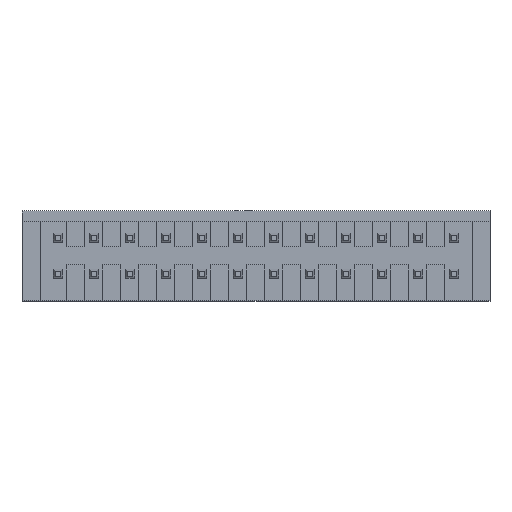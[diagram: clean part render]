
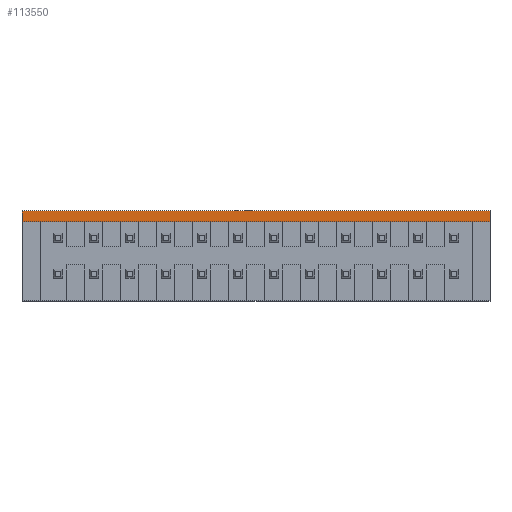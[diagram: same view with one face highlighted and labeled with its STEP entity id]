
A CAD part, top view. The second image highlights one B-rep face of the part: STEP entity #113550.
In plain terms, the highlighted planar face has unit normal (0, 0, 1).
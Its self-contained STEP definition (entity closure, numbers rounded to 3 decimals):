
#34100=CARTESIAN_POINT('',(-0.222,2.655,5.6));
#34110=VERTEX_POINT('',#34100);
#34510=CARTESIAN_POINT('',(25.778,2.655,5.6));
#34520=VERTEX_POINT('',#34510);
#34550=CARTESIAN_POINT('',(3.556,2.655,5.6));
#34560=DIRECTION('',(1.,0.,0.));
#34570=VECTOR('',#34560,1.);
#34580=LINE('',#34550,#34570);
#34590=EDGE_CURVE('',#34110,#34520,#34580,.T.);
#58190=CARTESIAN_POINT('',(25.778,2.055,5.6));
#58200=VERTEX_POINT('',#58190);
#58230=CARTESIAN_POINT('',(25.778,0.,5.6));
#58240=DIRECTION('',(0.,1.,0.));
#58250=VECTOR('',#58240,1.);
#58260=LINE('',#58230,#58250);
#58270=EDGE_CURVE('',#58200,#34520,#58260,.T.);
#113320=CARTESIAN_POINT('',(6.778,2.655,5.6));
#113330=DIRECTION('',(0.,0.,1.));
#113340=DIRECTION('',(0.,-1.,0.));
#113350=AXIS2_PLACEMENT_3D('',#113320,#113330,#113340);
#113360=PLANE('',#113350);
#113370=CARTESIAN_POINT('',(-0.222,0.,5.6));
#113380=DIRECTION('',(0.,1.,0.));
#113390=VECTOR('',#113380,1.);
#113400=LINE('',#113370,#113390);
#113410=CARTESIAN_POINT('',(-0.222,2.055,5.6));
#113420=VERTEX_POINT('',#113410);
#113430=EDGE_CURVE('',#113420,#34110,#113400,.T.);
#113440=ORIENTED_EDGE('',*,*,#113430,.F.);
#113450=ORIENTED_EDGE('',*,*,#34590,.F.);
#113460=ORIENTED_EDGE('',*,*,#58270,.T.);
#113470=CARTESIAN_POINT('',(6.778,2.055,5.6));
#113480=DIRECTION('',(-1.,0.,0.));
#113490=VECTOR('',#113480,1.);
#113500=LINE('',#113470,#113490);
#113510=EDGE_CURVE('',#58200,#113420,#113500,.T.);
#113520=ORIENTED_EDGE('',*,*,#113510,.F.);
#113530=EDGE_LOOP('',(#113520,#113460,#113450,#113440));
#113540=FACE_OUTER_BOUND('',#113530,.T.);
#113550=ADVANCED_FACE('',(#113540),#113360,.T.);
